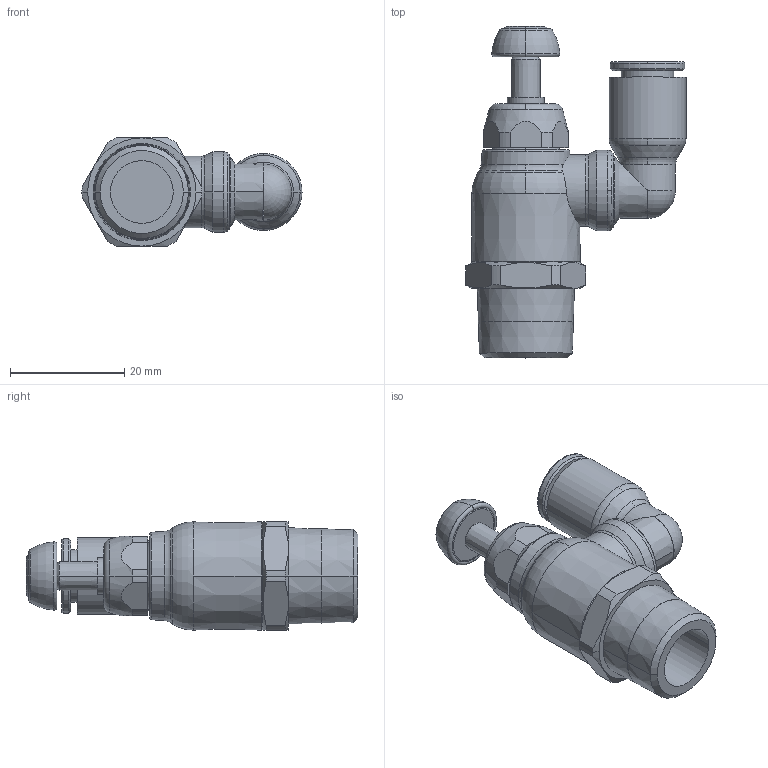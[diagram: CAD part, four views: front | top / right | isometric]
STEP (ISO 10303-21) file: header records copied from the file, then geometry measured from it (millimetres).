
FILE_DESCRIPTION(('STEP AP214'),'1');
FILE_NAME('7045_08_17.stp','2016-07-07T14:14:23',('TraceParts'),('TraceParts S.A.'),'Spatial InterOp 3D',' ',' ');
FILE_SCHEMA(('automotive_design'));
Length unit declared in the file: millimetre
Products named in the file (1): 1
Bounding box: 38.59 x 58.2 x 19 mm (x, y, z)
Volume: 12597.4 mm3; surface area: 5619.2 mm2
Topology: 1 solids, 3 shells, 161 faces, 418 edges, 264 vertices
Faces by surface type: cone 54, torus 43, cylinder 33, plane 29, revolution 2
Entity records: 5371 total; most frequent: CARTESIAN_POINT 1406, DIRECTION 928, ORIENTED_EDGE 796, AXIS2_PLACEMENT_3D 411, EDGE_CURVE 398, VERTEX_POINT 255, CIRCLE 252, EDGE_LOOP 173
